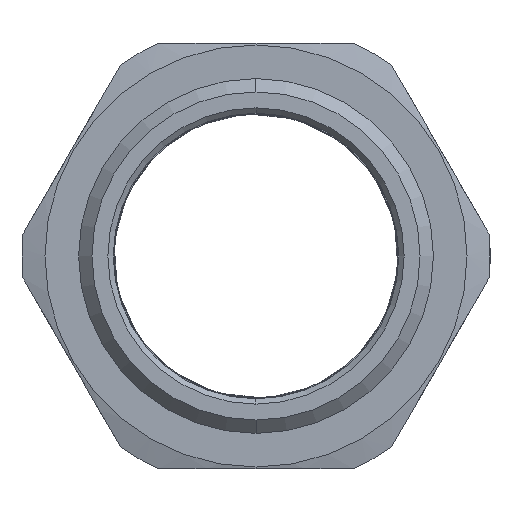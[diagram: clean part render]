
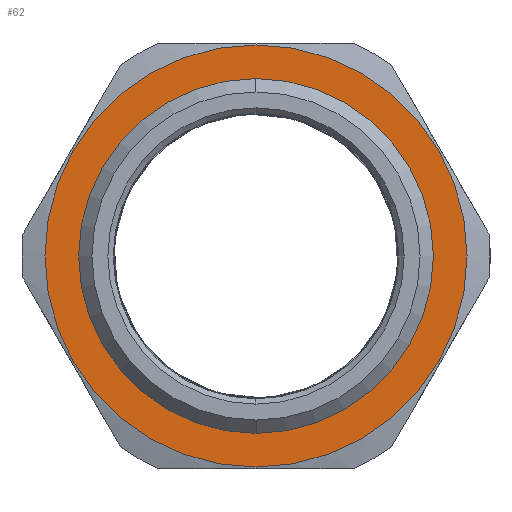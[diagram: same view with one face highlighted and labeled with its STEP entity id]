
A CAD part, left-side view. The second image highlights one B-rep face of the part: STEP entity #62.
In plain terms, the highlighted planar face has unit normal (-1, 0, 0).
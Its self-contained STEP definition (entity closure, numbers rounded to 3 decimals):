
#62 = ADVANCED_FACE ( 'NONE', ( #2449, #2574 ), #1158, .F. ) ;
#137 = CIRCLE ( 'NONE', #3152, 10. ) ;
#161 = CARTESIAN_POINT ( 'NONE',  ( 10.3, 0., -10. ) ) ;
#219 = DIRECTION ( 'NONE',  ( 0., 0., -1. ) ) ;
#222 = EDGE_CURVE ( 'NONE', #3131, #1093, #2729, .T. ) ;
#282 = EDGE_CURVE ( 'NONE', #2955, #457, #1008, .T. ) ;
#354 = EDGE_LOOP ( 'NONE', ( #1764, #2757 ) ) ;
#435 = CARTESIAN_POINT ( 'NONE',  ( 10.3, 0., 10. ) ) ;
#457 = VERTEX_POINT ( 'NONE', #1847 ) ;
#537 = AXIS2_PLACEMENT_3D ( 'NONE', #3282, #3262, #219 ) ;
#640 = DIRECTION ( 'NONE',  ( 0., 0., -1. ) ) ;
#675 = AXIS2_PLACEMENT_3D ( 'NONE', #2175, #2427, #1170 ) ;
#760 = EDGE_CURVE ( 'NONE', #1093, #3131, #137, .T. ) ;
#874 = ORIENTED_EDGE ( 'NONE', *, *, #282, .F. ) ;
#888 = CARTESIAN_POINT ( 'NONE',  ( 10.3, 0., -13.7 ) ) ;
#1008 = CIRCLE ( 'NONE', #537, 11.9 ) ;
#1093 = VERTEX_POINT ( 'NONE', #161 ) ;
#1158 = PLANE ( 'NONE',  #1766 ) ;
#1170 = DIRECTION ( 'NONE',  ( 0., 0., -1. ) ) ;
#1265 = CIRCLE ( 'NONE', #675, 11.9 ) ;
#1570 = EDGE_CURVE ( 'NONE', #457, #2955, #1265, .T. ) ;
#1764 = ORIENTED_EDGE ( 'NONE', *, *, #760, .F. ) ;
#1766 = AXIS2_PLACEMENT_3D ( 'NONE', #888, #2675, #640 ) ;
#1847 = CARTESIAN_POINT ( 'NONE',  ( 10.3, 0., -11.9 ) ) ;
#2175 = CARTESIAN_POINT ( 'NONE',  ( 10.3, 0., 0. ) ) ;
#2252 = DIRECTION ( 'NONE',  ( 0., 0., 1. ) ) ;
#2427 = DIRECTION ( 'NONE',  ( 1., 0., 0. ) ) ;
#2449 = FACE_OUTER_BOUND ( 'NONE', #2599, .T. ) ;
#2549 = DIRECTION ( 'NONE',  ( -1., 0., 0. ) ) ;
#2574 = FACE_BOUND ( 'NONE', #354, .T. ) ;
#2596 = ORIENTED_EDGE ( 'NONE', *, *, #1570, .F. ) ;
#2599 = EDGE_LOOP ( 'NONE', ( #2596, #874 ) ) ;
#2675 = DIRECTION ( 'NONE',  ( 1., 0., 0. ) ) ;
#2729 = CIRCLE ( 'NONE', #3167, 10. ) ;
#2757 = ORIENTED_EDGE ( 'NONE', *, *, #222, .F. ) ;
#2761 = CARTESIAN_POINT ( 'NONE',  ( 10.3, 0., 0. ) ) ;
#2796 = DIRECTION ( 'NONE',  ( -1., 0., 0. ) ) ;
#2955 = VERTEX_POINT ( 'NONE', #3147 ) ;
#3005 = CARTESIAN_POINT ( 'NONE',  ( 10.3, 0., 0. ) ) ;
#3015 = DIRECTION ( 'NONE',  ( 0., 0., 1. ) ) ;
#3131 = VERTEX_POINT ( 'NONE', #435 ) ;
#3147 = CARTESIAN_POINT ( 'NONE',  ( 10.3, 0., 11.9 ) ) ;
#3152 = AXIS2_PLACEMENT_3D ( 'NONE', #2761, #2549, #2252 ) ;
#3167 = AXIS2_PLACEMENT_3D ( 'NONE', #3005, #2796, #3015 ) ;
#3262 = DIRECTION ( 'NONE',  ( 1., 0., 0. ) ) ;
#3282 = CARTESIAN_POINT ( 'NONE',  ( 10.3, 0., 0. ) ) ;
